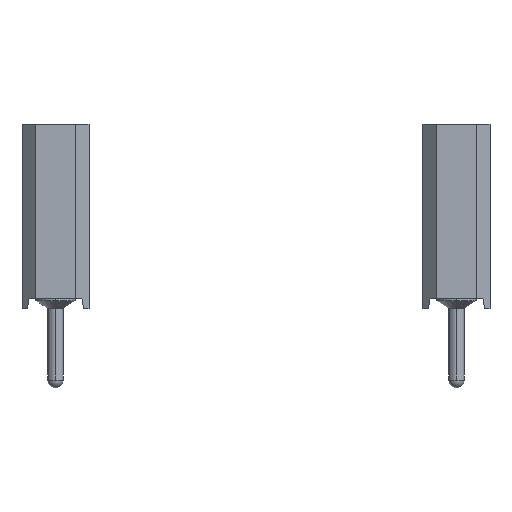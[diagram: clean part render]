
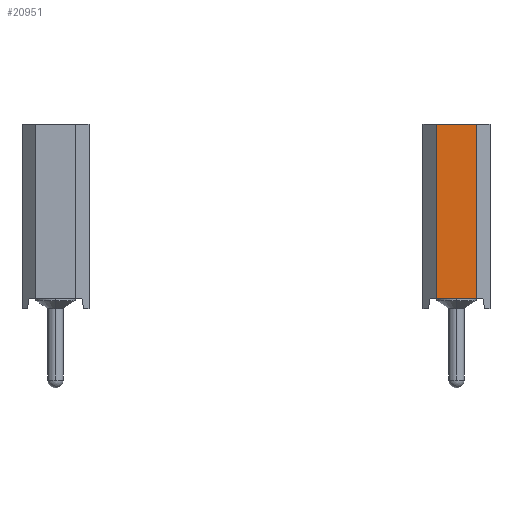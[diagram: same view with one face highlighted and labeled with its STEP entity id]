
A CAD part, front view. The second image highlights one B-rep face of the part: STEP entity #20951.
In plain terms, the highlighted planar face has unit normal (0, -1, 0).
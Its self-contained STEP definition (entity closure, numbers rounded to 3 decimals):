
#15321 = VERTEX_POINT('',#15322);
#15322 = CARTESIAN_POINT('',(8.37,-25.4,0.4));
#15328 = EDGE_CURVE('',#15329,#15321,#15331,.T.);
#15329 = VERTEX_POINT('',#15330);
#15330 = CARTESIAN_POINT('',(6.83,-25.4,0.4));
#15331 = LINE('',#15332,#15333);
#15332 = CARTESIAN_POINT('',(7.6,-25.4,0.4));
#15333 = VECTOR('',#15334,1.);
#15334 = DIRECTION('',(1.,0.,0.));
#19206 = VERTEX_POINT('',#19207);
#19207 = CARTESIAN_POINT('',(6.83,-25.4,7.));
#19213 = EDGE_CURVE('',#19214,#19206,#19216,.T.);
#19214 = VERTEX_POINT('',#19215);
#19215 = CARTESIAN_POINT('',(8.37,-25.4,7.));
#19216 = LINE('',#19217,#19218);
#19217 = CARTESIAN_POINT('',(8.37,-25.4,7.));
#19218 = VECTOR('',#19219,1.);
#19219 = DIRECTION('',(-1.,0.,0.));
#20940 = EDGE_CURVE('',#15321,#19214,#20941,.T.);
#20941 = LINE('',#20942,#20943);
#20942 = CARTESIAN_POINT('',(8.37,-25.4,0.));
#20943 = VECTOR('',#20944,1.);
#20944 = DIRECTION('',(0.,0.,1.));
#20951 = ADVANCED_FACE('',(#20952),#20963,.T.);
#20952 = FACE_BOUND('',#20953,.T.);
#20953 = EDGE_LOOP('',(#20954,#20955,#20956,#20957));
#20954 = ORIENTED_EDGE('',*,*,#15328,.T.);
#20955 = ORIENTED_EDGE('',*,*,#20940,.T.);
#20956 = ORIENTED_EDGE('',*,*,#19213,.T.);
#20957 = ORIENTED_EDGE('',*,*,#20958,.F.);
#20958 = EDGE_CURVE('',#15329,#19206,#20959,.T.);
#20959 = LINE('',#20960,#20961);
#20960 = CARTESIAN_POINT('',(6.83,-25.4,0.));
#20961 = VECTOR('',#20962,1.);
#20962 = DIRECTION('',(0.,0.,1.));
#20963 = PLANE('',#20964);
#20964 = AXIS2_PLACEMENT_3D('',#20965,#20966,#20967);
#20965 = CARTESIAN_POINT('',(7.6,-25.4,0.));
#20966 = DIRECTION('',(0.,-1.,0.));
#20967 = DIRECTION('',(1.,0.,0.));
